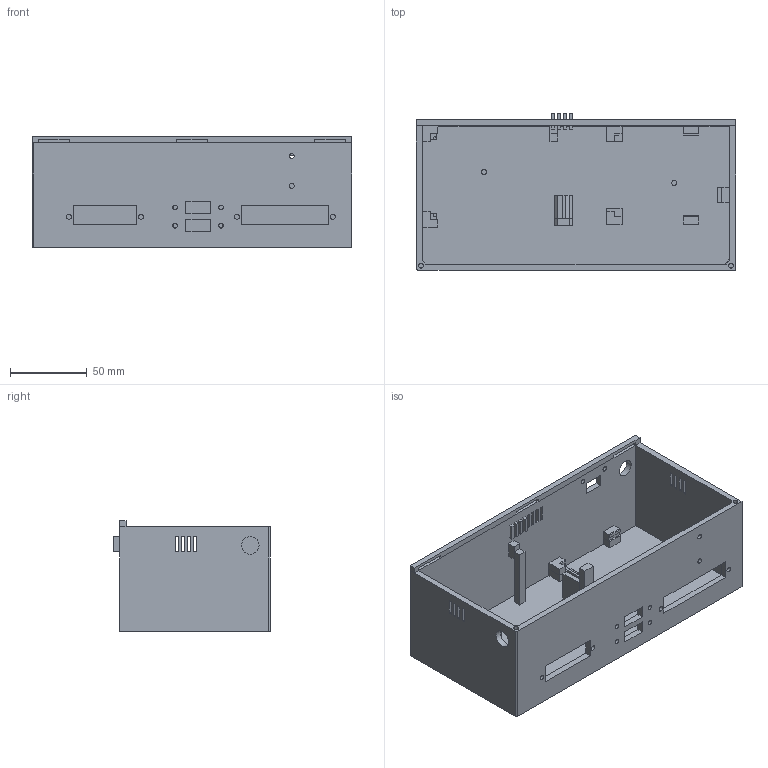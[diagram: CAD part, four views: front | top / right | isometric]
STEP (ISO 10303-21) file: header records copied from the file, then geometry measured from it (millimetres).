
FILE_DESCRIPTION(('FreeCAD Model'),'2;1');
FILE_NAME('Open CASCADE Shape Model','2024-04-27T11:40:21',('Author'),( ''),'Open CASCADE STEP processor 7.6','FreeCAD','Unknown');
FILE_SCHEMA(('AUTOMOTIVE_DESIGN { 1 0 10303 214 1 1 1 1 }'));
Length unit declared in the file: millimetre
Products named in the file (3): control_box_v_0_5; Cut002; Vent Holes001
Assembly tree (2 placements, depth 2):
  control_box_v_0_5
    Cut002
    Vent Holes001
Bounding box: 208 x 102 x 72 mm (x, y, z)
Volume: 249884.1 mm3; surface area: 127706.5 mm2
Topology: 5 solids, 5 shells, 259 faces, 681 edges, 439 vertices
Faces by surface type: plane 237, cylinder 22
Full cylindrical faces by diameter (mm): 2 x2, 3 x4, 3.25 x12, 11 x1, 11.5 x1
Entity records: 8016 total; most frequent: CARTESIAN_POINT 1382, ORIENTED_EDGE 1362, DIRECTION 1251, EDGE_CURVE 681, LINE 635, VECTOR 635, VERTEX_POINT 439, FACE_BOUND 330
